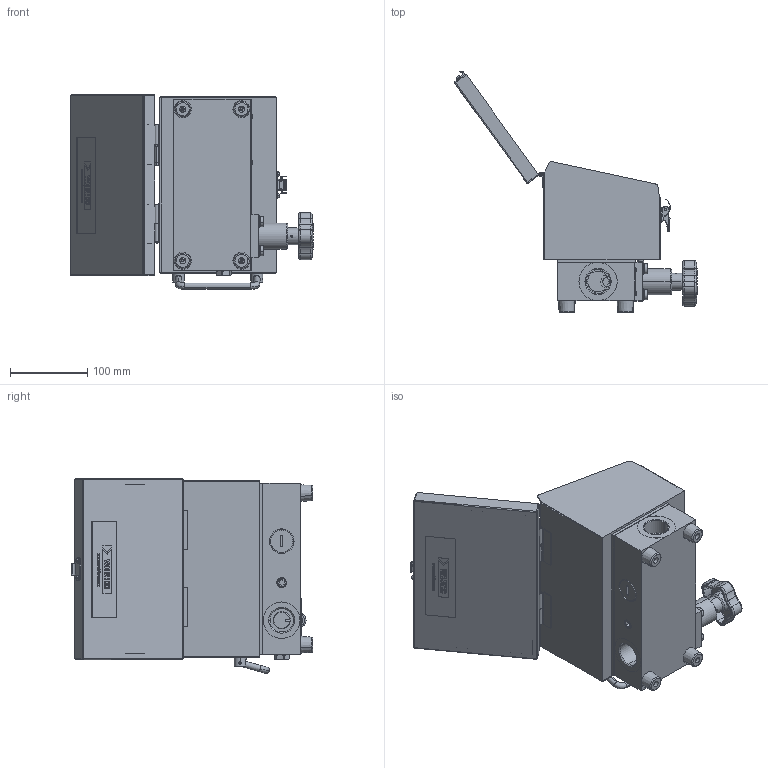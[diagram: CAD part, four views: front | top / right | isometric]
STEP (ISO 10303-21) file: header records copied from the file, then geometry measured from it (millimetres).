
FILE_DESCRIPTION (( 'STEP AP214' ), '1' );
FILE_NAME ('DHT04-B DIGITAL HYDRAULIC TESTER 3D MODEL 1.STEP', '2024-05-09T11:29:35', ( '' ), ( '' ), 'SwSTEP 2.0', 'SolidWorks 2023', '' );
FILE_SCHEMA (( 'AUTOMOTIVE_DESIGN' ));
Products named in the file (1): DHT04-B DIGITAL HYDRAULIC TESTER 3D MODEL 1
Bounding box: 315.12 x 313.57 x 252.56 mm (x, y, z)
Surface area: 466348.5 mm2 (no closed solid volume)
Topology: 0 solids, 120 shells, 786 faces, 3089 edges, 2370 vertices
Faces by surface type: plane 374, cylinder 195, torus 97, cone 69, bspline 35, sphere 16
Entity records: 39754 total; most frequent: CARTESIAN_POINT 14624, DIRECTION 5188, ORIENTED_EDGE 4393, EDGE_CURVE 3083, VERTEX_POINT 2370, AXIS2_PLACEMENT_3D 1787, VECTOR 1614, LINE 1614
